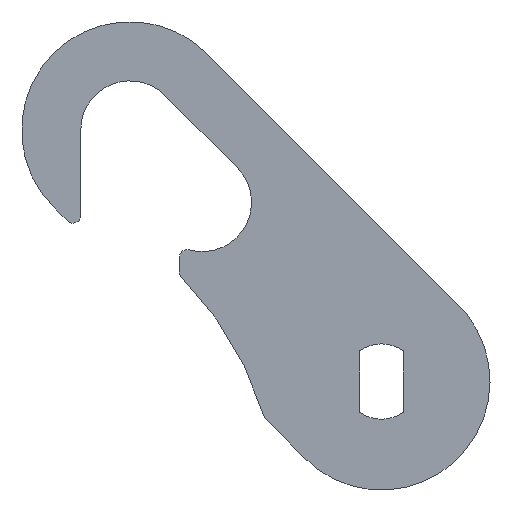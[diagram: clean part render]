
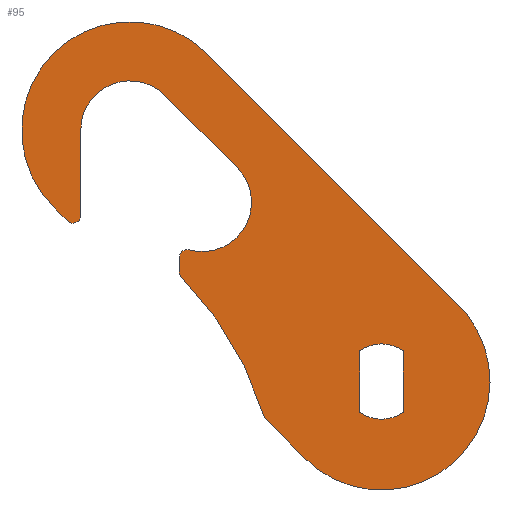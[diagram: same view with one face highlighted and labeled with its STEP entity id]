
A CAD part, front view. The second image highlights one B-rep face of the part: STEP entity #95.
In plain terms, the highlighted planar face has unit normal (0, -1, 0).
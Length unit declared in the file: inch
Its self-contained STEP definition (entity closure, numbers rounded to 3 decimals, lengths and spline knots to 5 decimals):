
#44=FACE_BOUND('',#146,.T.);
#45=FACE_BOUND('',#147,.T.);
#57=CIRCLE('',#433,0.19094);
#60=CIRCLE('',#439,1.7261);
#62=CIRCLE('',#443,0.25);
#63=CIRCLE('',#446,0.25);
#65=CIRCLE('',#451,0.55);
#67=CIRCLE('',#455,0.55027);
#69=CIRCLE('',#458,0.19094);
#75=CIRCLE('',#466,0.04);
#76=CIRCLE('',#467,0.04);
#77=CIRCLE('',#468,0.04);
#78=CIRCLE('',#469,0.04);
#95=ADVANCED_FACE('',(#44,#45),#109,.T.);
#109=PLANE('',#470);
#146=EDGE_LOOP('',(#231,#232,#233,#234,#235,#236,#237,#238,#239,#240,#241,
#242,#243,#244,#245));
#147=EDGE_LOOP('',(#246,#247,#248,#249));
#231=ORIENTED_EDGE('',*,*,#320,.F.);
#232=ORIENTED_EDGE('',*,*,#357,.T.);
#233=ORIENTED_EDGE('',*,*,#314,.F.);
#234=ORIENTED_EDGE('',*,*,#349,.F.);
#235=ORIENTED_EDGE('',*,*,#346,.F.);
#236=ORIENTED_EDGE('',*,*,#343,.F.);
#237=ORIENTED_EDGE('',*,*,#341,.F.);
#238=ORIENTED_EDGE('',*,*,#358,.T.);
#239=ORIENTED_EDGE('',*,*,#336,.F.);
#240=ORIENTED_EDGE('',*,*,#333,.F.);
#241=ORIENTED_EDGE('',*,*,#330,.F.);
#242=ORIENTED_EDGE('',*,*,#328,.F.);
#243=ORIENTED_EDGE('',*,*,#359,.T.);
#244=ORIENTED_EDGE('',*,*,#324,.F.);
#245=ORIENTED_EDGE('',*,*,#360,.T.);
#246=ORIENTED_EDGE('',*,*,#304,.F.);
#247=ORIENTED_EDGE('',*,*,#351,.F.);
#248=ORIENTED_EDGE('',*,*,#311,.F.);
#249=ORIENTED_EDGE('',*,*,#308,.F.);
#266=VERTEX_POINT('',#600);
#267=VERTEX_POINT('',#601);
#270=VERTEX_POINT('',#609);
#272=VERTEX_POINT('',#615);
#274=VERTEX_POINT('',#621);
#275=VERTEX_POINT('',#622);
#280=VERTEX_POINT('',#633);
#281=VERTEX_POINT('',#635);
#284=VERTEX_POINT('',#642);
#285=VERTEX_POINT('',#644);
#288=VERTEX_POINT('',#651);
#289=VERTEX_POINT('',#653);
#290=VERTEX_POINT('',#657);
#292=VERTEX_POINT('',#663);
#294=VERTEX_POINT('',#669);
#298=VERTEX_POINT('',#678);
#299=VERTEX_POINT('',#680);
#300=VERTEX_POINT('',#684);
#302=VERTEX_POINT('',#690);
#304=EDGE_CURVE('',#266,#267,#361,.T.);
#308=EDGE_CURVE('',#267,#270,#57,.T.);
#311=EDGE_CURVE('',#270,#272,#366,.T.);
#314=EDGE_CURVE('',#274,#275,#369,.T.);
#320=EDGE_CURVE('',#280,#281,#60,.T.);
#324=EDGE_CURVE('',#284,#285,#377,.T.);
#328=EDGE_CURVE('',#288,#289,#62,.T.);
#330=EDGE_CURVE('',#289,#290,#381,.T.);
#333=EDGE_CURVE('',#290,#292,#63,.T.);
#336=EDGE_CURVE('',#292,#294,#385,.T.);
#341=EDGE_CURVE('',#298,#299,#390,.T.);
#343=EDGE_CURVE('',#299,#300,#65,.T.);
#346=EDGE_CURVE('',#300,#302,#393,.T.);
#349=EDGE_CURVE('',#302,#274,#67,.T.);
#351=EDGE_CURVE('',#272,#266,#69,.T.);
#357=EDGE_CURVE('',#280,#275,#75,.T.);
#358=EDGE_CURVE('',#298,#294,#76,.T.);
#359=EDGE_CURVE('',#288,#285,#77,.T.);
#360=EDGE_CURVE('',#284,#281,#78,.T.);
#361=LINE('',#599,#396);
#366=LINE('',#614,#401);
#369=LINE('',#620,#404);
#377=LINE('',#643,#412);
#381=LINE('',#656,#416);
#385=LINE('',#668,#420);
#390=LINE('',#679,#425);
#393=LINE('',#689,#428);
#396=VECTOR('',#477,1.);
#401=VECTOR('',#490,1.);
#404=VECTOR('',#495,1.);
#412=VECTOR('',#511,1.);
#416=VECTOR('',#523,1.);
#420=VECTOR('',#535,1.);
#425=VECTOR('',#542,1.);
#428=VECTOR('',#553,1.);
#433=AXIS2_PLACEMENT_3D('',#608,#483,#484);
#439=AXIS2_PLACEMENT_3D('',#634,#504,#505);
#443=AXIS2_PLACEMENT_3D('',#652,#518,#519);
#446=AXIS2_PLACEMENT_3D('',#662,#528,#529);
#451=AXIS2_PLACEMENT_3D('',#683,#546,#547);
#455=AXIS2_PLACEMENT_3D('',#695,#558,#559);
#458=AXIS2_PLACEMENT_3D('',#698,#564,#565);
#466=AXIS2_PLACEMENT_3D('',#706,#580,#581);
#467=AXIS2_PLACEMENT_3D('',#707,#582,#583);
#468=AXIS2_PLACEMENT_3D('',#708,#584,#585);
#469=AXIS2_PLACEMENT_3D('',#709,#586,#587);
#470=AXIS2_PLACEMENT_3D('',#710,#588,#589);
#477=DIRECTION('',(0.,0.,-1.));
#483=DIRECTION('',(0.,-1.,0.));
#484=DIRECTION('',(0.,0.,1.));
#490=DIRECTION('',(0.,0.,1.));
#495=DIRECTION('',(-0.707,0.,0.707));
#504=DIRECTION('',(0.,-1.,0.));
#505=DIRECTION('',(-1.,0.,0.));
#511=DIRECTION('',(0.,0.,1.));
#518=DIRECTION('',(0.,-1.,0.));
#519=DIRECTION('',(-1.,0.,0.));
#523=DIRECTION('',(-0.707,0.,0.707));
#528=DIRECTION('',(0.,-1.,0.));
#529=DIRECTION('',(-1.,0.,0.));
#535=DIRECTION('',(0.,0.,-1.));
#542=DIRECTION('',(-0.707,0.,0.707));
#546=DIRECTION('',(0.,1.,0.));
#547=DIRECTION('',(-1.,0.,0.));
#553=DIRECTION('',(0.707,0.,-0.707));
#558=DIRECTION('',(0.,1.,0.));
#559=DIRECTION('',(-1.,0.,0.));
#564=DIRECTION('',(0.,-1.,0.));
#565=DIRECTION('',(0.,0.,1.));
#580=DIRECTION('',(0.,-1.,0.));
#581=DIRECTION('',(1.,0.,0.));
#582=DIRECTION('',(0.,-1.,0.));
#583=DIRECTION('',(1.,0.,0.));
#584=DIRECTION('',(0.,-1.,0.));
#585=DIRECTION('',(1.,0.,0.));
#586=DIRECTION('',(0.,-1.,0.));
#587=DIRECTION('',(1.,0.,0.));
#588=DIRECTION('',(0.,-1.,0.));
#589=DIRECTION('',(1.,0.,0.));
#599=CARTESIAN_POINT('',(0.51198,-0.25,23.55703));
#600=CARTESIAN_POINT('',(0.51198,-0.25,23.55703));
#601=CARTESIAN_POINT('',(0.51198,-0.25,23.24661));
#608=CARTESIAN_POINT('',(0.6232,-0.25,23.40182));
#609=CARTESIAN_POINT('',(0.73442,-0.25,23.24661));
#614=CARTESIAN_POINT('',(0.73442,-0.25,23.24661));
#615=CARTESIAN_POINT('',(0.73442,-0.25,23.55703));
#620=CARTESIAN_POINT('',(0.2341,-0.25,23.01272));
#621=CARTESIAN_POINT('',(0.2341,-0.25,23.01272));
#622=CARTESIAN_POINT('',(0.03791,-0.25,23.20891));
#633=CARTESIAN_POINT('',(0.02793,-0.25,23.22552));
#634=CARTESIAN_POINT('',(-1.62308,-0.25,22.72196));
#635=CARTESIAN_POINT('',(-0.39056,-0.25,23.93039));
#642=CARTESIAN_POINT('',(-0.40199,-0.25,23.95839));
#643=CARTESIAN_POINT('',(-0.40199,-0.25,23.94194));
#644=CARTESIAN_POINT('',(-0.40199,-0.25,24.03068));
#651=CARTESIAN_POINT('',(-0.35149,-0.25,24.06928));
#652=CARTESIAN_POINT('',(-0.28588,-0.25,24.31051));
#653=CARTESIAN_POINT('',(-0.1091,-0.25,24.48729));
#656=CARTESIAN_POINT('',(-0.1091,-0.25,24.48729));
#657=CARTESIAN_POINT('',(-0.47522,-0.25,24.85341));
#662=CARTESIAN_POINT('',(-0.65199,-0.25,24.67663));
#663=CARTESIAN_POINT('',(-0.90199,-0.25,24.67663));
#668=CARTESIAN_POINT('',(-0.90199,-0.25,24.67663));
#669=CARTESIAN_POINT('',(-0.90199,-0.25,24.24538));
#678=CARTESIAN_POINT('',(-0.97028,-0.25,24.2171));
#679=CARTESIAN_POINT('',(-0.90199,-0.25,24.14881));
#680=CARTESIAN_POINT('',(-1.0409,-0.25,24.28772));
#683=CARTESIAN_POINT('',(-0.65199,-0.25,24.67663));
#684=CARTESIAN_POINT('',(-0.26308,-0.25,25.06554));
#689=CARTESIAN_POINT('',(-0.26308,-0.25,25.06554));
#690=CARTESIAN_POINT('',(0.99474,-0.25,23.80771));
#695=CARTESIAN_POINT('',(0.6232,-0.25,23.40182));
#698=CARTESIAN_POINT('',(0.6232,-0.25,23.40182));
#706=CARTESIAN_POINT('',(0.06619,-0.25,23.23719));
#707=CARTESIAN_POINT('',(-0.94199,-0.25,24.24538));
#708=CARTESIAN_POINT('',(-0.36199,-0.25,24.03068));
#709=CARTESIAN_POINT('',(-0.36199,-0.25,23.95839));
#710=CARTESIAN_POINT('',(-1.62308,-0.25,22.72196));
